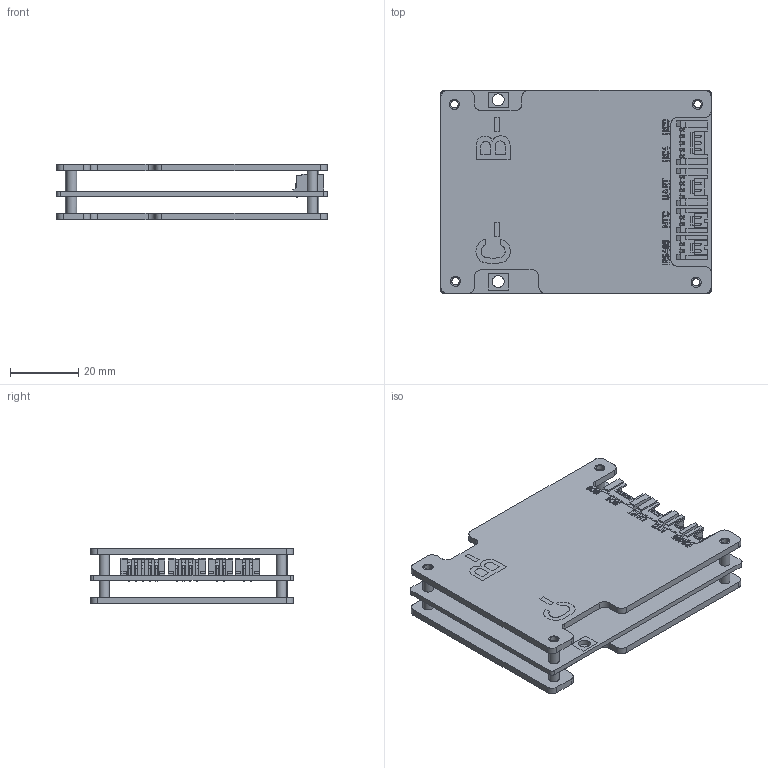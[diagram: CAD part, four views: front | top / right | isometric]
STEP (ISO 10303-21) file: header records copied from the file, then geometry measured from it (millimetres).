
FILE_DESCRIPTION(('FreeCAD Model'),'2;1');
FILE_NAME('Open CASCADE Shape Model','2025-05-02T20:52:55',('FreeCAD'),( 'FreeCAD'),'Open CASCADE STEP processor 7.6','FreeCAD','Unknown');
FILE_SCHEMA(('AUTOMOTIVE_DESIGN { 1 0 10303 214 1 1 1 1 }'));
Length unit declared in the file: millimetre
Products named in the file (1): Open CASCADE STEP translator 7.6 1
Bounding box: 79.51 x 59.63 x 16.4 mm (x, y, z)
Volume: 23696.9 mm3; surface area: 30451.8 mm2
Topology: 24 solids, 24 shells, 1117 faces, 3020 edges, 1976 vertices
Faces by surface type: bspline 1117
Entity records: 34794 total; most frequent: CARTESIAN_POINT 16285, ORIENTED_EDGE 6040, EDGE_CURVE 3020, B_SPLINE_CURVE_WITH_KNOTS 2852, VERTEX_POINT 1976, FACE_BOUND 1204, EDGE_LOOP 1204, ADVANCED_FACE 1117
